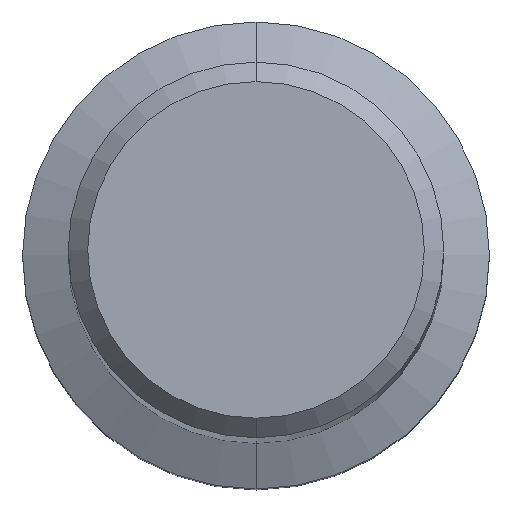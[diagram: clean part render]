
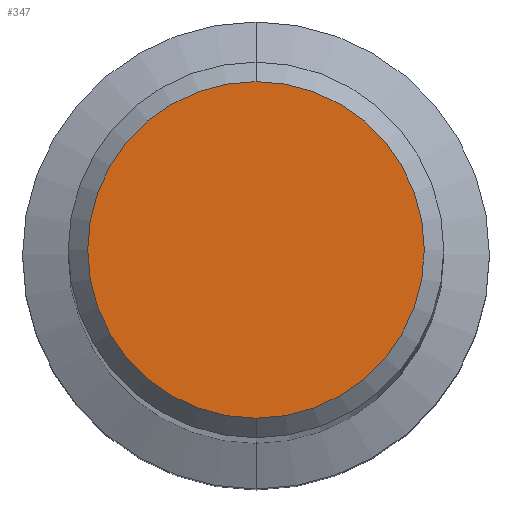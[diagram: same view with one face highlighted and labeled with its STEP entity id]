
A CAD part, top view. The second image highlights one B-rep face of the part: STEP entity #347.
In plain terms, the highlighted planar face has unit normal (0, 0, 1).
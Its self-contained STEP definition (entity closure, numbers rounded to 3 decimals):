
#267=EDGE_CURVE('',#469,#425,#634,.T.);
#347=ADVANCED_FACE('',(#721),#722,.T.);
#425=VERTEX_POINT('',#806);
#427=EDGE_CURVE('',#425,#469,#808,.T.);
#469=VERTEX_POINT('',#855);
#634=CIRCLE('',#1060,8.65);
#721=FACE_OUTER_BOUND('',#1238,.T.);
#722=PLANE('',#1239);
#806=CARTESIAN_POINT('',(0.0,8.65,0.0));
#808=CIRCLE('',#1463,8.65);
#855=CARTESIAN_POINT('',(0.,-8.65,0.0));
#1060=AXIS2_PLACEMENT_3D('',#1808,#1809,#1810);
#1238=EDGE_LOOP('',(#1911,#1912));
#1239=AXIS2_PLACEMENT_3D('',#1913,#1914,#1915);
#1463=AXIS2_PLACEMENT_3D('',#1982,#1983,#1984);
#1808=CARTESIAN_POINT('',(0.0,0.0,0.0));
#1809=DIRECTION('',(0.0,0.0,-1.0));
#1810=DIRECTION('',(0.0,1.0,0.0));
#1911=ORIENTED_EDGE('',*,*,#427,.F.);
#1912=ORIENTED_EDGE('',*,*,#267,.F.);
#1913=CARTESIAN_POINT('',(0.0,4.325,0.0));
#1914=DIRECTION('',(-0.0,0.0,1.0));
#1915=DIRECTION('',(0.0,-1.0,0.0));
#1982=CARTESIAN_POINT('',(0.0,0.0,0.0));
#1983=DIRECTION('',(0.0,0.0,-1.0));
#1984=DIRECTION('',(0.0,1.0,0.0));
